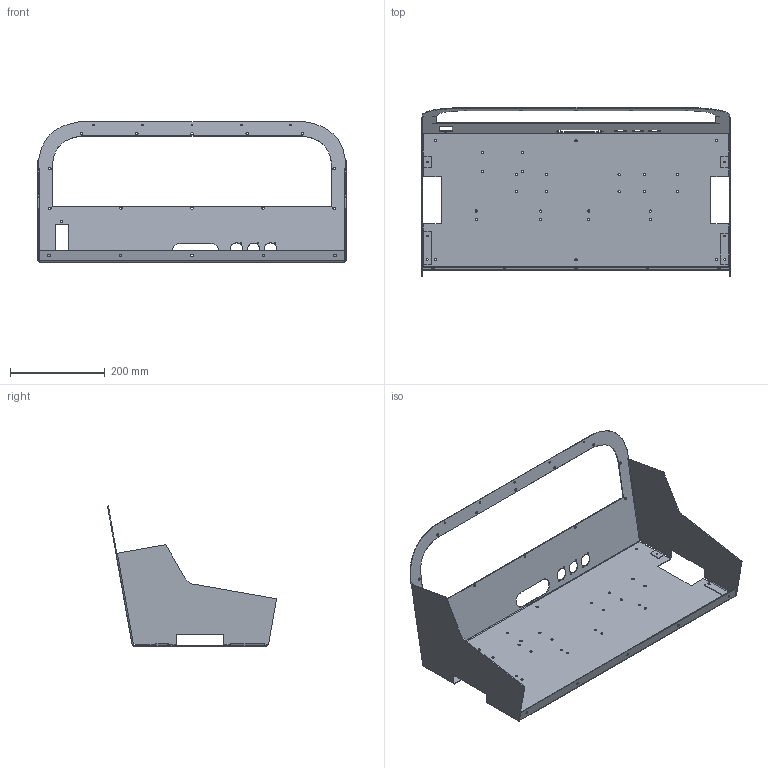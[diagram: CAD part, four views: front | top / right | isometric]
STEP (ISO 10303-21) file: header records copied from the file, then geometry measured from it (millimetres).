
FILE_DESCRIPTION(/* description */ (''),/* implementation_level */ '2;1');
FILE_NAME(/* name */ 'Tetra-Base_panel.step',/* time_stamp */ '2020-08-31T13:43:24-04:00',/* author */ (''),/* organization */ (''),/* preprocessor_version */ 'ST-DEVELOPER v18.1',/* originating_system */ 'Autodesk Translation Framework v9.3.0.1241',/* authorisation */ '');
FILE_SCHEMA (('AUTOMOTIVE_DESIGN { 1 0 10303 214 3 1 1 }'));
Length unit declared in the file: millimetre
Products named in the file (1): Back & Lower
Bounding box: 650.2 x 356.4 x 295.72 mm (x, y, z)
Volume: 604898.8 mm3; surface area: 760802.9 mm2
Topology: 1 solids, 1 shells, 219 faces, 607 edges, 382 vertices
Faces by surface type: plane 122, cylinder 93, bspline 4
Full cylindrical faces by diameter (mm): 3.175 x17, 4.8 x24, 5.1 x23, 24.4 x1, 25.6 x2
Entity records: 7546 total; most frequent: CARTESIAN_POINT 1521, ORIENTED_EDGE 1214, DIRECTION 1213, EDGE_CURVE 607, LINE 409, VECTOR 409, AXIS2_PLACEMENT_3D 402, VERTEX_POINT 382
